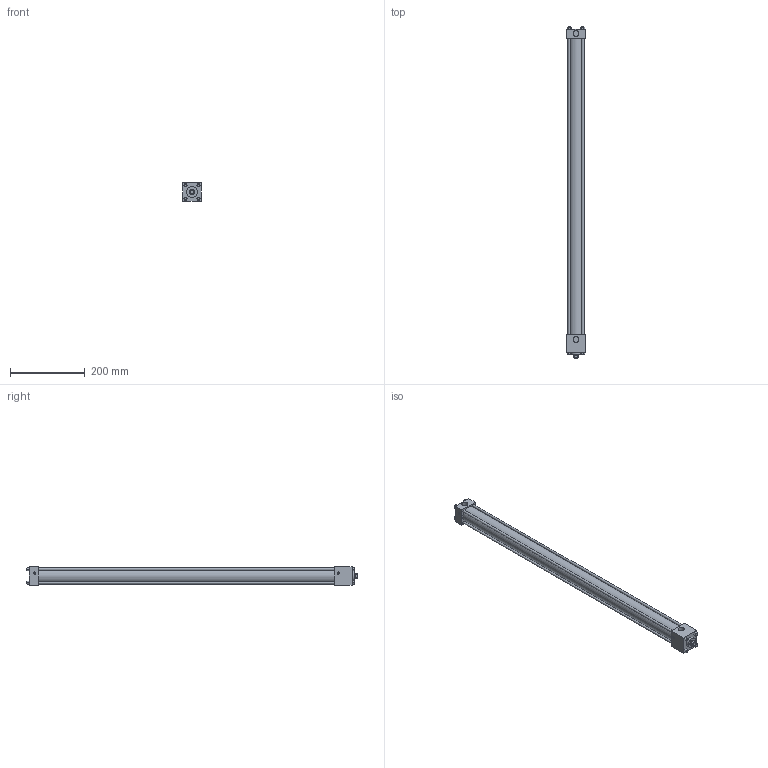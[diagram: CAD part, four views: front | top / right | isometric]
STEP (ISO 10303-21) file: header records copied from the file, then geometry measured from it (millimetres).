
FILE_DESCRIPTION((' Parasolid data model '),'2;1');
FILE_NAME('GSSL','1999-12-15T14:50:56+00:00',(' GSSL '),(' GSSL Pune '),'','GSSL Pune','Author');
FILE_SCHEMA(('CONFIG_CONTROL_DESIGN'));
Length unit declared in the file: millimetre
Bounding box: 50.8 x 888.21 x 50.8 mm (x, y, z)
Surface area: 197330.8 mm2 (no closed solid volume)
Topology: 0 solids, 9 shells, 124 faces, 321 edges, 231 vertices
Faces by surface type: plane 94, cylinder 30
Full cylindrical faces by diameter (mm): 5.556 x4, 6.35 x16, 11.113 x1, 15.875 x1, 15.926 x2, 28.575 x1, 42.926 x1
Entity records: 3645 total; most frequent: CARTESIAN_POINT 636, DIRECTION 584, ORIENTED_EDGE 488, EDGE_CURVE 292, LINE 232, VECTOR 232, VERTEX_POINT 228, EDGE_LOOP 190
